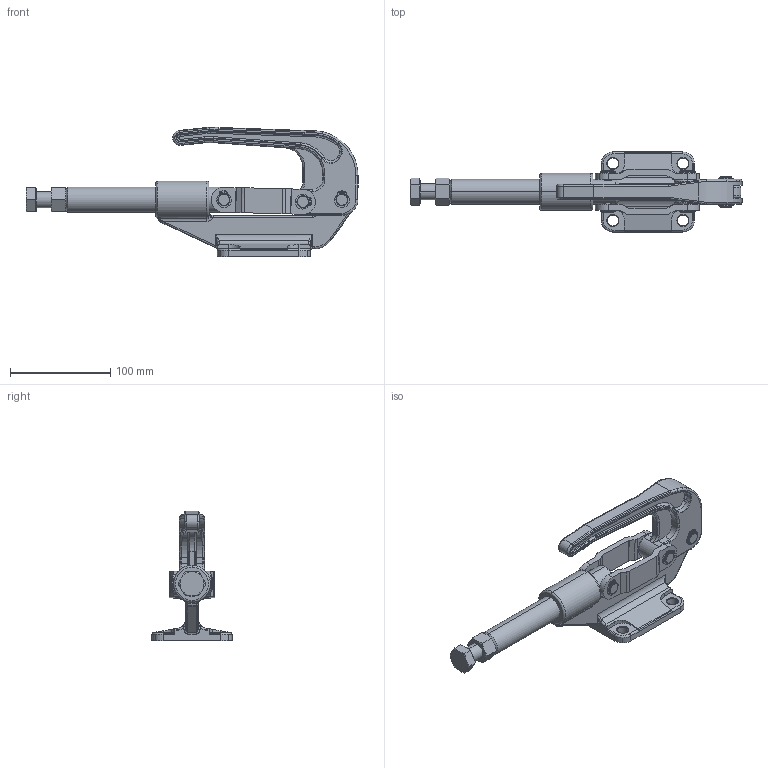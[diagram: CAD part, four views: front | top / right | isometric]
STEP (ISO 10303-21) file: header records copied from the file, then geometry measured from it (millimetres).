
FILE_DESCRIPTION((''),'2;1');
FILE_NAME('319.stp','2005-09-01T11:29:10',('CAD'),(''),'Autodesk Inventor 8','Autodesk Inventor 8','');
FILE_SCHEMA(('AUTOMOTIVE_DESIGN { 1 0 10303 214 1 1 1 1 }'));
Length unit declared in the file: millimetre
Products named in the file (1): Part17
Bounding box: 331.77 x 80 x 129.5 mm (x, y, z)
Volume: 395093.5 mm3; surface area: 91196.3 mm2
Topology: 1 solids, 3 shells, 701 faces, 1817 edges, 1129 vertices
Faces by surface type: cylinder 327, plane 178, bspline 82, torus 70, cone 44
Entity records: 24371 total; most frequent: CARTESIAN_POINT 6975, DIRECTION 3850, ORIENTED_EDGE 3626, EDGE_CURVE 1813, AXIS2_PLACEMENT_3D 1543, VERTEX_POINT 1129, CIRCLE 841, VECTOR 764
